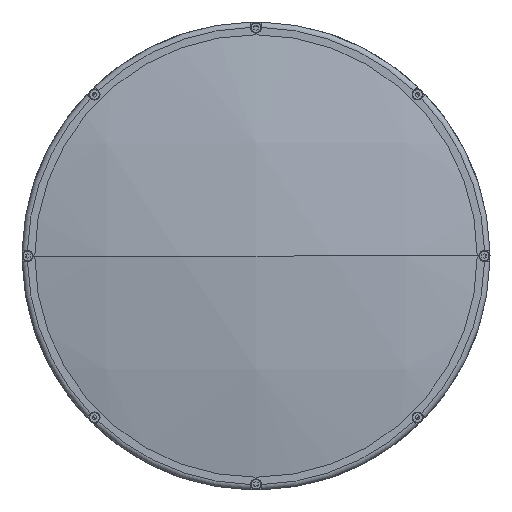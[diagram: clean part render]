
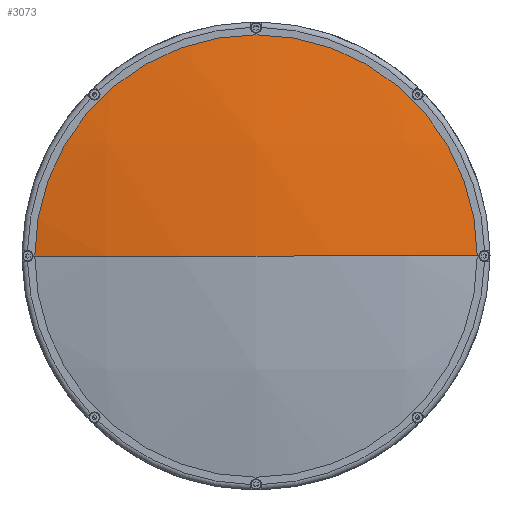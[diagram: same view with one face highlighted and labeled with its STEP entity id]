
A CAD part, left-side view. The second image highlights one B-rep face of the part: STEP entity #3073.
In plain terms, the highlighted spherical face has radius 606 mm.
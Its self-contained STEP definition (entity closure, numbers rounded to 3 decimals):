
#585 = ORIENTED_EDGE ( 'NONE', *, *, #2796, .F. ) ;
#633 = DIRECTION ( 'NONE',  ( -1., 0., 0. ) ) ;
#947 = CIRCLE ( 'NONE', #1731, 124.9 ) ;
#1153 = AXIS2_PLACEMENT_3D ( 'NONE', #5875, #3248, #9536 ) ;
#1312 = EDGE_CURVE ( 'NONE', #11317, #5352, #947, .T. ) ;
#1731 = AXIS2_PLACEMENT_3D ( 'NONE', #6043, #633, #6931 ) ;
#2265 = ORIENTED_EDGE ( 'NONE', *, *, #11487, .T. ) ;
#2675 = EDGE_LOOP ( 'NONE', ( #5412, #2265, #585 ) ) ;
#2701 = DIRECTION ( 'NONE',  ( 0., 0., -1. ) ) ;
#2796 = EDGE_CURVE ( 'NONE', #11317, #5476, #6502, .T. ) ;
#3073 = ADVANCED_FACE ( 'NONE', ( #11553 ), #8039, .T. ) ;
#3248 = DIRECTION ( 'NONE',  ( 0., 0., 1. ) ) ;
#4546 = CIRCLE ( 'NONE', #7370, 606. ) ;
#4611 = AXIS2_PLACEMENT_3D ( 'NONE', #8092, #2701, #8983 ) ;
#5235 = CARTESIAN_POINT ( 'NONE',  ( -547.362, 124.9, 0. ) ) ;
#5279 = DIRECTION ( 'NONE',  ( 0., -1., 0. ) ) ;
#5352 = VERTEX_POINT ( 'NONE', #5235 ) ;
#5412 = ORIENTED_EDGE ( 'NONE', *, *, #1312, .T. ) ;
#5476 = VERTEX_POINT ( 'NONE', #9825 ) ;
#5875 = CARTESIAN_POINT ( 'NONE',  ( 45.627, 0., 0. ) ) ;
#6043 = CARTESIAN_POINT ( 'NONE',  ( -547.362, 0., 0. ) ) ;
#6502 = CIRCLE ( 'NONE', #4611, 606. ) ;
#6931 = DIRECTION ( 'NONE',  ( 0., 0., -1. ) ) ;
#7370 = AXIS2_PLACEMENT_3D ( 'NONE', #11465, #10666, #5279 ) ;
#8039 = SPHERICAL_SURFACE ( 'NONE', #1153, 606. ) ;
#8092 = CARTESIAN_POINT ( 'NONE',  ( 45.627, 0., 0. ) ) ;
#8616 = CARTESIAN_POINT ( 'NONE',  ( -547.362, -124.9, 0. ) ) ;
#8983 = DIRECTION ( 'NONE',  ( 0., 1., 0. ) ) ;
#9536 = DIRECTION ( 'NONE',  ( 0., -1., 0. ) ) ;
#9825 = CARTESIAN_POINT ( 'NONE',  ( -560.373, 0., 0. ) ) ;
#10666 = DIRECTION ( 'NONE',  ( 0., 0., 1. ) ) ;
#11317 = VERTEX_POINT ( 'NONE', #8616 ) ;
#11465 = CARTESIAN_POINT ( 'NONE',  ( 45.627, 0., 0. ) ) ;
#11487 = EDGE_CURVE ( 'NONE', #5352, #5476, #4546, .T. ) ;
#11553 = FACE_OUTER_BOUND ( 'NONE', #2675, .T. ) ;
